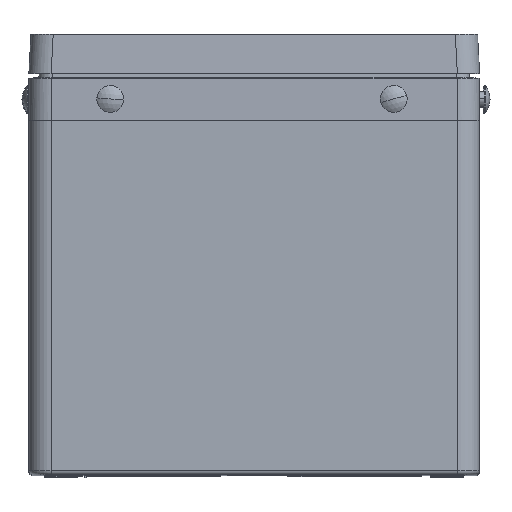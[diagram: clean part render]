
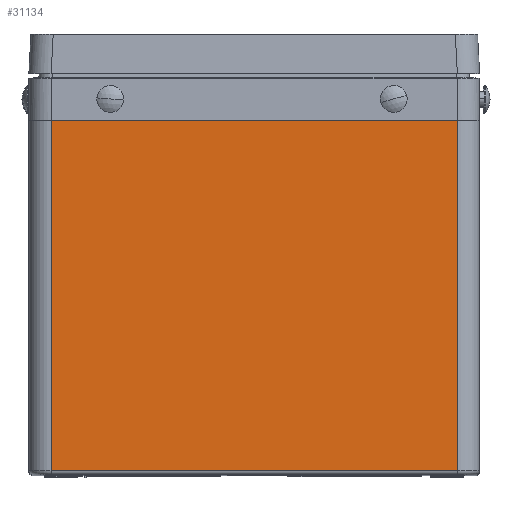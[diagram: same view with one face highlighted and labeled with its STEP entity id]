
A CAD part, top view. The second image highlights one B-rep face of the part: STEP entity #31134.
In plain terms, the highlighted planar face has unit normal (0, 0, 1).
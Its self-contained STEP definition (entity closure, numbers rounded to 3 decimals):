
#2281 = DIRECTION ( 'NONE',  ( 0., 1., 0. ) ) ;
#11392 = CARTESIAN_POINT ( 'NONE',  ( 91., -159., 116. ) ) ;
#11730 = EDGE_CURVE ( 'NONE', #70369, #40357, #59166, .T. ) ;
#11749 = VECTOR ( 'NONE', #53588, 1000. ) ;
#12324 = LINE ( 'NONE', #11392, #57619 ) ;
#12778 = ORIENTED_EDGE ( 'NONE', *, *, #44793, .T. ) ;
#15956 = CARTESIAN_POINT ( 'NONE',  ( -101., -159., 116. ) ) ;
#19902 = ORIENTED_EDGE ( 'NONE', *, *, #54784, .F. ) ;
#25080 = DIRECTION ( 'NONE',  ( 1., 0., 0. ) ) ;
#27971 = CARTESIAN_POINT ( 'NONE',  ( 91., 0., 116. ) ) ;
#31134 = ADVANCED_FACE ( 'NONE', ( #80764 ), #114711, .T. ) ;
#35066 = VECTOR ( 'NONE', #103396, 1000. ) ;
#36444 = CARTESIAN_POINT ( 'NONE',  ( 91., -157., 116. ) ) ;
#40357 = VERTEX_POINT ( 'NONE', #36444 ) ;
#44508 = CARTESIAN_POINT ( 'NONE',  ( -91., -159., 116. ) ) ;
#44793 = EDGE_CURVE ( 'NONE', #63085, #70369, #59875, .T. ) ;
#48685 = LINE ( 'NONE', #76683, #67023 ) ;
#50717 = EDGE_CURVE ( 'NONE', #40357, #55624, #12324, .T. ) ;
#53588 = DIRECTION ( 'NONE',  ( 0., -1., 0. ) ) ;
#54784 = EDGE_CURVE ( 'NONE', #63085, #55624, #48685, .T. ) ;
#55624 = VERTEX_POINT ( 'NONE', #27971 ) ;
#57619 = VECTOR ( 'NONE', #2281, 1000. ) ;
#58887 = CARTESIAN_POINT ( 'NONE',  ( -91., -157., 116. ) ) ;
#59166 = LINE ( 'NONE', #94306, #35066 ) ;
#59875 = LINE ( 'NONE', #44508, #11749 ) ;
#60266 = ORIENTED_EDGE ( 'NONE', *, *, #11730, .T. ) ;
#63085 = VERTEX_POINT ( 'NONE', #115814 ) ;
#67023 = VECTOR ( 'NONE', #103881, 1000. ) ;
#70369 = VERTEX_POINT ( 'NONE', #58887 ) ;
#76275 = EDGE_LOOP ( 'NONE', ( #12778, #60266, #90489, #19902 ) ) ;
#76683 = CARTESIAN_POINT ( 'NONE',  ( -101., 0., 116. ) ) ;
#79220 = DIRECTION ( 'NONE',  ( 0., 0., 1. ) ) ;
#80764 = FACE_OUTER_BOUND ( 'NONE', #76275, .T. ) ;
#87677 = AXIS2_PLACEMENT_3D ( 'NONE', #15956, #79220, #25080 ) ;
#90489 = ORIENTED_EDGE ( 'NONE', *, *, #50717, .T. ) ;
#94306 = CARTESIAN_POINT ( 'NONE',  ( 91., -157., 116. ) ) ;
#103396 = DIRECTION ( 'NONE',  ( 1., 0., 0. ) ) ;
#103881 = DIRECTION ( 'NONE',  ( 1., 0., 0. ) ) ;
#114711 = PLANE ( 'NONE',  #87677 ) ;
#115814 = CARTESIAN_POINT ( 'NONE',  ( -91., 0., 116. ) ) ;
